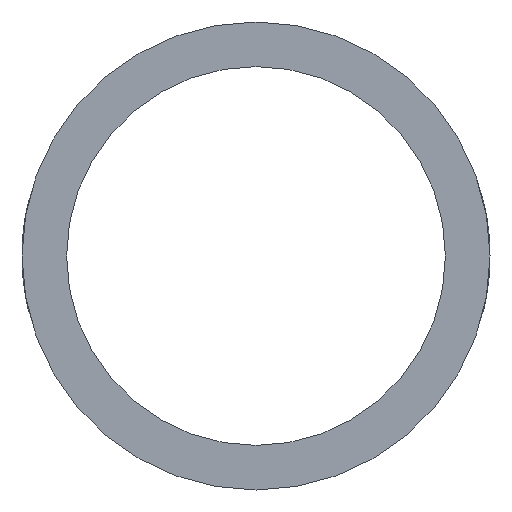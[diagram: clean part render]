
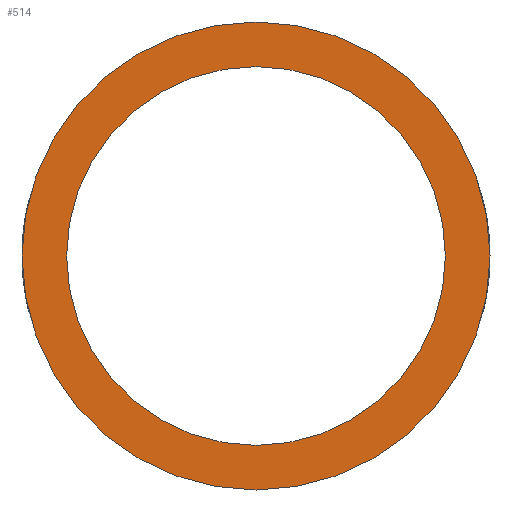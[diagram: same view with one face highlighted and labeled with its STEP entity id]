
A CAD part, front view. The second image highlights one B-rep face of the part: STEP entity #514.
In plain terms, the highlighted planar face has unit normal (0, -1, 0).
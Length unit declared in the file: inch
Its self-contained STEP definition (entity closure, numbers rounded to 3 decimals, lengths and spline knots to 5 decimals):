
#1 = CARTESIAN_POINT ( 'NONE',  ( 0., -0.25, 0. ) ) ;
#2 = ORIENTED_EDGE ( 'NONE', *, *, #549, .F. ) ;
#5 = DIRECTION ( 'NONE',  ( 0., 0., 1. ) ) ;
#29 = ORIENTED_EDGE ( 'NONE', *, *, #137, .T. ) ;
#30 = EDGE_LOOP ( 'NONE', ( #29, #600 ) ) ;
#31 = CIRCLE ( 'NONE', #204, 0.525 ) ;
#81 = DIRECTION ( 'NONE',  ( 0., 0., 1. ) ) ;
#85 = AXIS2_PLACEMENT_3D ( 'NONE', #421, #172, #126 ) ;
#103 = FACE_BOUND ( 'NONE', #30, .T. ) ;
#107 = FACE_OUTER_BOUND ( 'NONE', #500, .T. ) ;
#110 = PLANE ( 'NONE',  #489 ) ;
#111 = CARTESIAN_POINT ( 'NONE',  ( 0., -0.25, -0.525 ) ) ;
#114 = CARTESIAN_POINT ( 'NONE',  ( 0., -0.25, 0. ) ) ;
#116 = DIRECTION ( 'NONE',  ( 0., 1., 0. ) ) ;
#117 = DIRECTION ( 'NONE',  ( 0., 0., 1. ) ) ;
#118 = VERTEX_POINT ( 'NONE', #393 ) ;
#126 = DIRECTION ( 'NONE',  ( 0., 0., 1. ) ) ;
#137 = EDGE_CURVE ( 'NONE', #118, #388, #161, .T. ) ;
#148 = CIRCLE ( 'NONE', #602, 0.525 ) ;
#161 = CIRCLE ( 'NONE', #85, 0.425 ) ;
#165 = CARTESIAN_POINT ( 'NONE',  ( 0., -0.25, 0. ) ) ;
#172 = DIRECTION ( 'NONE',  ( 0., 1., 0. ) ) ;
#197 = AXIS2_PLACEMENT_3D ( 'NONE', #354, #251, #81 ) ;
#204 = AXIS2_PLACEMENT_3D ( 'NONE', #165, #458, #464 ) ;
#211 = CARTESIAN_POINT ( 'NONE',  ( 0., -0.25, -0.425 ) ) ;
#251 = DIRECTION ( 'NONE',  ( 0., 1., 0. ) ) ;
#308 = VERTEX_POINT ( 'NONE', #395 ) ;
#354 = CARTESIAN_POINT ( 'NONE',  ( 0., -0.25, 0. ) ) ;
#388 = VERTEX_POINT ( 'NONE', #211 ) ;
#393 = CARTESIAN_POINT ( 'NONE',  ( 0., -0.25, 0.425 ) ) ;
#395 = CARTESIAN_POINT ( 'NONE',  ( 0., -0.25, 0.525 ) ) ;
#421 = CARTESIAN_POINT ( 'NONE',  ( 0., -0.25, 0. ) ) ;
#426 = ORIENTED_EDGE ( 'NONE', *, *, #449, .F. ) ;
#427 = CIRCLE ( 'NONE', #197, 0.425 ) ;
#449 = EDGE_CURVE ( 'NONE', #560, #308, #148, .T. ) ;
#453 = DIRECTION ( 'NONE',  ( 0., 1., 0. ) ) ;
#458 = DIRECTION ( 'NONE',  ( 0., 1., 0. ) ) ;
#459 = EDGE_CURVE ( 'NONE', #388, #118, #427, .T. ) ;
#464 = DIRECTION ( 'NONE',  ( 0., 0., 1. ) ) ;
#489 = AXIS2_PLACEMENT_3D ( 'NONE', #114, #116, #117 ) ;
#500 = EDGE_LOOP ( 'NONE', ( #2, #426 ) ) ;
#514 = ADVANCED_FACE ( 'NONE', ( #103, #107 ), #110, .F. ) ;
#549 = EDGE_CURVE ( 'NONE', #308, #560, #31, .T. ) ;
#560 = VERTEX_POINT ( 'NONE', #111 ) ;
#600 = ORIENTED_EDGE ( 'NONE', *, *, #459, .T. ) ;
#602 = AXIS2_PLACEMENT_3D ( 'NONE', #1, #453, #5 ) ;
